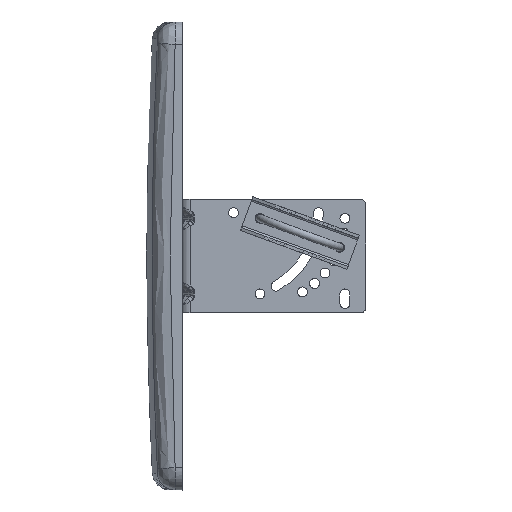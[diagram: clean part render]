
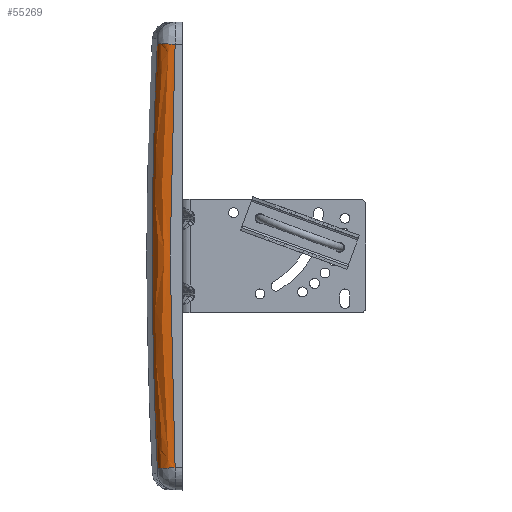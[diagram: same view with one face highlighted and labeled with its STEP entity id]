
A CAD part, left-side view. The second image highlights one B-rep face of the part: STEP entity #55269.
In plain terms, the highlighted free-form (B-spline) face has degree [3, 3] with [4, 4] control points.
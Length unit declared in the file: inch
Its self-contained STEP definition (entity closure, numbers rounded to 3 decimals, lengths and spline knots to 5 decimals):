
#316 = CIRCLE ( 'NONE', #47430, 119.04236 ) ;
#1601 =( BOUNDED_CURVE ( )  B_SPLINE_CURVE ( 3, ( #62007, #23185, #3733, #37781 ),
 .UNSPECIFIED., .F., .T. ) 
 B_SPLINE_CURVE_WITH_KNOTS ( ( 4, 4 ),
 ( 0., 1. ),
 .UNSPECIFIED. ) 
 CURVE ( )  GEOMETRIC_REPRESENTATION_ITEM ( )  RATIONAL_B_SPLINE_CURVE ( ( 1., 0.999, 0.999, 1. ) ) 
 REPRESENTATION_ITEM ( '' )  );
#2170 = ORIENTED_EDGE ( 'NONE', *, *, #22990, .T. ) ;
#3537 = CARTESIAN_POINT ( 'NONE',  ( -5.75114, 0.80539, 5.63256 ) ) ;
#3570 = CARTESIAN_POINT ( 'NONE',  ( -5.75114, 0.80539, -5.63256 ) ) ;
#3733 = CARTESIAN_POINT ( 'NONE',  ( -6.20079, 0.51113, 1.87148 ) ) ;
#3785 = ORIENTED_EDGE ( 'NONE', *, *, #47756, .T. ) ;
#4596 = CARTESIAN_POINT ( 'NONE',  ( -5.75114, 0.80539, 5.63256 ) ) ;
#6590 = CARTESIAN_POINT ( 'NONE',  ( -6.0171, 0.79255, -5.63196 ) ) ;
#8475 = CARTESIAN_POINT ( 'NONE',  ( -6.0171, 0.97034, -1.87872 ) ) ;
#10792 = CARTESIAN_POINT ( 'NONE',  ( -6.20079, 0.33403, -5.61024 ) ) ;
#11318 = CARTESIAN_POINT ( 'NONE',  ( -5.75114, 0.80539, -5.63256 ) ) ;
#12316 =( BOUNDED_SURFACE ( )  B_SPLINE_SURFACE ( 3, 3, ( 
 ( #42294, #61818, #32681, #3537 ),
 ( #37579, #8475, #42492, #13396 ),
 ( #47420, #18260, #52309, #23189 ),
 ( #57151, #28020, #62012, #32889 ) ),
 .UNSPECIFIED., .F., .F., .F. ) 
 B_SPLINE_SURFACE_WITH_KNOTS ( ( 4, 4 ),
 ( 4, 4 ),
 ( 0., 1. ),
 ( 0., 1. ),
 .UNSPECIFIED. ) 
 GEOMETRIC_REPRESENTATION_ITEM ( )  RATIONAL_B_SPLINE_SURFACE ( (
 ( 1., 0.999, 0.999, 1.),
 ( 0.816, 0.815, 0.815, 0.816),
 ( 0.816, 0.815, 0.815, 0.816),
 ( 1., 0.999, 0.999, 1.) ) ) 
 REPRESENTATION_ITEM ( '' )  SURFACE ( )  );
#13396 = CARTESIAN_POINT ( 'NONE',  ( -6.0171, 0.79255, 5.63196 ) ) ;
#14129 = ORIENTED_EDGE ( 'NONE', *, *, #19137, .T. ) ;
#14235 = VERTEX_POINT ( 'NONE', #3570 ) ;
#15162 =( BOUNDED_CURVE ( )  B_SPLINE_CURVE ( 3, ( #62657, #28897, #33747, #4596 ),
 .UNSPECIFIED., .F., .F. ) 
 B_SPLINE_CURVE_WITH_KNOTS ( ( 4, 4 ),
 ( 0., 1. ),
 .UNSPECIFIED. ) 
 CURVE ( )  GEOMETRIC_REPRESENTATION_ITEM ( )  RATIONAL_B_SPLINE_CURVE ( ( 1., 0.816, 0.816, 1. ) ) 
 REPRESENTATION_ITEM ( '' )  );
#18260 = CARTESIAN_POINT ( 'NONE',  ( -6.20079, 0.7775, -1.87568 ) ) ;
#19137 = EDGE_CURVE ( 'NONE', #14235, #54049, #36223, .T. ) ;
#22990 = EDGE_CURVE ( 'NONE', #41891, #31144, #15162, .T. ) ;
#23185 = CARTESIAN_POINT ( 'NONE',  ( -6.20079, 0.51113, -1.87148 ) ) ;
#23189 = CARTESIAN_POINT ( 'NONE',  ( -6.20079, 0.6, 5.62283 ) ) ;
#24757 = CARTESIAN_POINT ( 'NONE',  ( -5.75114, -118.10364, 0. ) ) ;
#24778 = FACE_OUTER_BOUND ( 'NONE', #60087, .T. ) ;
#28020 = CARTESIAN_POINT ( 'NONE',  ( -6.20079, 0.51113, -1.87148 ) ) ;
#28897 = CARTESIAN_POINT ( 'NONE',  ( -6.20079, 0.6, 5.62283 ) ) ;
#29616 = DIRECTION ( 'NONE',  ( 0., 1., 0. ) ) ;
#31094 = CARTESIAN_POINT ( 'NONE',  ( -6.20079, 0.33403, -5.61024 ) ) ;
#31144 = VERTEX_POINT ( 'NONE', #38623 ) ;
#32681 = CARTESIAN_POINT ( 'NONE',  ( -5.75114, 0.98319, 1.87892 ) ) ;
#32889 = CARTESIAN_POINT ( 'NONE',  ( -6.20079, 0.33403, 5.61024 ) ) ;
#33747 = CARTESIAN_POINT ( 'NONE',  ( -6.0171, 0.79255, 5.63196 ) ) ;
#34928 = EDGE_CURVE ( 'NONE', #14235, #31144, #316, .T. ) ;
#36223 =( BOUNDED_CURVE ( )  B_SPLINE_CURVE ( 3, ( #11318, #6590, #60180, #31094 ),
 .UNSPECIFIED., .F., .T. ) 
 B_SPLINE_CURVE_WITH_KNOTS ( ( 4, 4 ),
 ( 0., 1. ),
 .UNSPECIFIED. ) 
 CURVE ( )  GEOMETRIC_REPRESENTATION_ITEM ( )  RATIONAL_B_SPLINE_CURVE ( ( 1., 0.816, 0.816, 1. ) ) 
 REPRESENTATION_ITEM ( '' )  );
#37579 = CARTESIAN_POINT ( 'NONE',  ( -6.0171, 0.79255, -5.63196 ) ) ;
#37781 = CARTESIAN_POINT ( 'NONE',  ( -6.20079, 0.33403, 5.61024 ) ) ;
#38623 = CARTESIAN_POINT ( 'NONE',  ( -5.75114, 0.80539, 5.63256 ) ) ;
#41891 = VERTEX_POINT ( 'NONE', #53288 ) ;
#42294 = CARTESIAN_POINT ( 'NONE',  ( -5.75114, 0.80539, -5.63256 ) ) ;
#42492 = CARTESIAN_POINT ( 'NONE',  ( -6.0171, 0.97034, 1.87872 ) ) ;
#47378 = ORIENTED_EDGE ( 'NONE', *, *, #34928, .F. ) ;
#47420 = CARTESIAN_POINT ( 'NONE',  ( -6.20079, 0.6, -5.62283 ) ) ;
#47430 = AXIS2_PLACEMENT_3D ( 'NONE', #24757, #58711, #29616 ) ;
#47756 = EDGE_CURVE ( 'NONE', #54049, #41891, #1601, .T. ) ;
#52309 = CARTESIAN_POINT ( 'NONE',  ( -6.20079, 0.7775, 1.87568 ) ) ;
#53288 = CARTESIAN_POINT ( 'NONE',  ( -6.20079, 0.33403, 5.61024 ) ) ;
#54049 = VERTEX_POINT ( 'NONE', #10792 ) ;
#55269 = ADVANCED_FACE ( 'NONE', ( #24778 ), #12316, .T. ) ;
#57151 = CARTESIAN_POINT ( 'NONE',  ( -6.20079, 0.33403, -5.61024 ) ) ;
#58711 = DIRECTION ( 'NONE',  ( 1., 0., 0. ) ) ;
#60087 = EDGE_LOOP ( 'NONE', ( #14129, #3785, #2170, #47378 ) ) ;
#60180 = CARTESIAN_POINT ( 'NONE',  ( -6.20079, 0.6, -5.62283 ) ) ;
#61818 = CARTESIAN_POINT ( 'NONE',  ( -5.75114, 0.98319, -1.87892 ) ) ;
#62007 = CARTESIAN_POINT ( 'NONE',  ( -6.20079, 0.33403, -5.61024 ) ) ;
#62012 = CARTESIAN_POINT ( 'NONE',  ( -6.20079, 0.51113, 1.87148 ) ) ;
#62657 = CARTESIAN_POINT ( 'NONE',  ( -6.20079, 0.33403, 5.61024 ) ) ;
